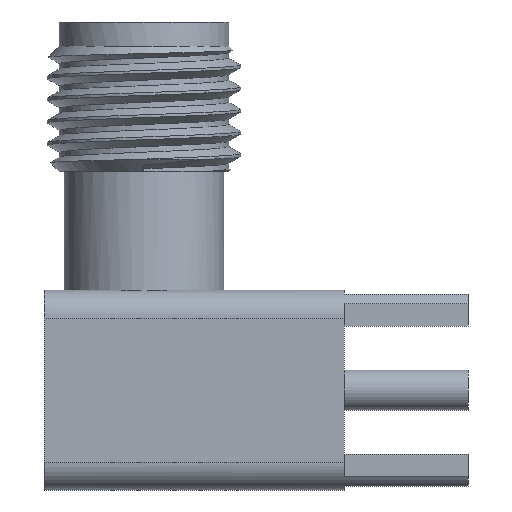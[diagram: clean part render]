
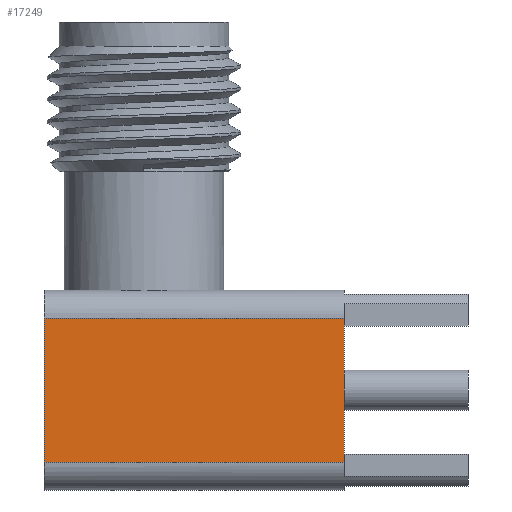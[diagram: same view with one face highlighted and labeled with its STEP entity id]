
A CAD part, left-side view. The second image highlights one B-rep face of the part: STEP entity #17249.
In plain terms, the highlighted planar face has unit normal (-1, 0, 0).
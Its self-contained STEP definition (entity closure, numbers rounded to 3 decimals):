
#14440 = CYLINDRICAL_SURFACE('',#14441,0.889);
#14441 = AXIS2_PLACEMENT_3D('',#14442,#14443,#14444);
#14442 = CARTESIAN_POINT('',(-2.286,-10.287,-9.398));
#14443 = DIRECTION('',(0.,1.,0.));
#14444 = DIRECTION('',(0.,0.,-1.));
#14488 = PLANE('',#14489);
#14489 = AXIS2_PLACEMENT_3D('',#14490,#14491,#14492);
#14490 = CARTESIAN_POINT('',(-3.175,3.175,-8.509));
#14491 = DIRECTION('',(0.,1.,0.));
#14492 = DIRECTION('',(1.,0.,0.));
#14564 = PLANE('',#14565);
#14565 = AXIS2_PLACEMENT_3D('',#14566,#14567,#14568);
#14566 = CARTESIAN_POINT('',(3.175,-6.35,-8.509));
#14567 = DIRECTION('',(0.,-1.,0.));
#14568 = DIRECTION('',(0.,0.,-1.));
#15526 = CYLINDRICAL_SURFACE('',#15527,0.889);
#15527 = AXIS2_PLACEMENT_3D('',#15528,#15529,#15530);
#15528 = CARTESIAN_POINT('',(-2.286,-10.287,-13.97));
#15529 = DIRECTION('',(0.,1.,0.));
#15530 = DIRECTION('',(0.,0.,-1.));
#16354 = VERTEX_POINT('',#16355);
#16355 = CARTESIAN_POINT('',(-3.175,-6.35,-9.398));
#16399 = EDGE_CURVE('',#16354,#16400,#16402,.T.);
#16400 = VERTEX_POINT('',#16401);
#16401 = CARTESIAN_POINT('',(-3.175,-6.35,-13.97));
#16402 = SURFACE_CURVE('',#16403,(#16407,#16414),.PCURVE_S1.);
#16403 = LINE('',#16404,#16405);
#16404 = CARTESIAN_POINT('',(-3.175,-6.35,-9.398));
#16405 = VECTOR('',#16406,1.);
#16406 = DIRECTION('',(0.,0.,-1.));
#16407 = PCURVE('',#14564,#16408);
#16408 = DEFINITIONAL_REPRESENTATION('',(#16409),#16413);
#16409 = LINE('',#16410,#16411);
#16410 = CARTESIAN_POINT('',(0.889,-6.35));
#16411 = VECTOR('',#16412,1.);
#16412 = DIRECTION('',(1.,0.));
#16413 = ( GEOMETRIC_REPRESENTATION_CONTEXT(2) 
PARAMETRIC_REPRESENTATION_CONTEXT() REPRESENTATION_CONTEXT('2D SPACE',''
  ) );
#16414 = PCURVE('',#16415,#16420);
#16415 = PLANE('',#16416);
#16416 = AXIS2_PLACEMENT_3D('',#16417,#16418,#16419);
#16417 = CARTESIAN_POINT('',(-3.175,-6.35,-8.509));
#16418 = DIRECTION('',(-1.,0.,0.));
#16419 = DIRECTION('',(0.,0.,1.));
#16420 = DEFINITIONAL_REPRESENTATION('',(#16421),#16425);
#16421 = LINE('',#16422,#16423);
#16422 = CARTESIAN_POINT('',(-0.889,0.));
#16423 = VECTOR('',#16424,1.);
#16424 = DIRECTION('',(-1.,0.));
#16425 = ( GEOMETRIC_REPRESENTATION_CONTEXT(2) 
PARAMETRIC_REPRESENTATION_CONTEXT() REPRESENTATION_CONTEXT('2D SPACE',''
  ) );
#16840 = VERTEX_POINT('',#16841);
#16841 = CARTESIAN_POINT('',(-3.175,3.175,-13.97));
#16885 = EDGE_CURVE('',#16886,#16840,#16888,.T.);
#16886 = VERTEX_POINT('',#16887);
#16887 = CARTESIAN_POINT('',(-3.175,3.175,-9.398));
#16888 = SURFACE_CURVE('',#16889,(#16893,#16900),.PCURVE_S1.);
#16889 = LINE('',#16890,#16891);
#16890 = CARTESIAN_POINT('',(-3.175,3.175,-9.398));
#16891 = VECTOR('',#16892,1.);
#16892 = DIRECTION('',(0.,0.,-1.));
#16893 = PCURVE('',#14488,#16894);
#16894 = DEFINITIONAL_REPRESENTATION('',(#16895),#16899);
#16895 = LINE('',#16896,#16897);
#16896 = CARTESIAN_POINT('',(0.,0.889));
#16897 = VECTOR('',#16898,1.);
#16898 = DIRECTION('',(0.,1.));
#16899 = ( GEOMETRIC_REPRESENTATION_CONTEXT(2) 
PARAMETRIC_REPRESENTATION_CONTEXT() REPRESENTATION_CONTEXT('2D SPACE',''
  ) );
#16900 = PCURVE('',#16415,#16901);
#16901 = DEFINITIONAL_REPRESENTATION('',(#16902),#16906);
#16902 = LINE('',#16903,#16904);
#16903 = CARTESIAN_POINT('',(-0.889,9.525));
#16904 = VECTOR('',#16905,1.);
#16905 = DIRECTION('',(-1.,0.));
#16906 = ( GEOMETRIC_REPRESENTATION_CONTEXT(2) 
PARAMETRIC_REPRESENTATION_CONTEXT() REPRESENTATION_CONTEXT('2D SPACE',''
  ) );
#17075 = EDGE_CURVE('',#16354,#16886,#17076,.T.);
#17076 = SURFACE_CURVE('',#17077,(#17081,#17110),.PCURVE_S1.);
#17077 = LINE('',#17078,#17079);
#17078 = CARTESIAN_POINT('',(-3.175,-6.35,-9.398));
#17079 = VECTOR('',#17080,1.);
#17080 = DIRECTION('',(0.,1.,0.));
#17081 = PCURVE('',#14440,#17082);
#17082 = DEFINITIONAL_REPRESENTATION('',(#17083),#17109);
#17083 = B_SPLINE_CURVE_WITH_KNOTS('',3,(#17084,#17085,#17086,#17087,
    #17088,#17089,#17090,#17091,#17092,#17093,#17094,#17095,#17096,
    #17097,#17098,#17099,#17100,#17101,#17102,#17103,#17104,#17105,
    #17106,#17107,#17108),.UNSPECIFIED.,.F.,.F.,(4,1,1,1,1,1,1,1,1,1,1,1
    ,1,1,1,1,1,1,1,1,1,1,4),(0.,0.433,0.866,
    1.299,1.732,2.165,2.598,
    3.031,3.464,3.897,4.33,4.763,
    5.195,5.628,6.061,6.494,
    6.927,7.36,7.793,8.226,
    8.659,9.092,9.525),.QUASI_UNIFORM_KNOTS.);
#17084 = CARTESIAN_POINT('',(1.571,3.937));
#17085 = CARTESIAN_POINT('',(1.571,4.081));
#17086 = CARTESIAN_POINT('',(1.571,4.37));
#17087 = CARTESIAN_POINT('',(1.571,4.803));
#17088 = CARTESIAN_POINT('',(1.571,5.236));
#17089 = CARTESIAN_POINT('',(1.571,5.669));
#17090 = CARTESIAN_POINT('',(1.571,6.102));
#17091 = CARTESIAN_POINT('',(1.571,6.535));
#17092 = CARTESIAN_POINT('',(1.571,6.968));
#17093 = CARTESIAN_POINT('',(1.571,7.401));
#17094 = CARTESIAN_POINT('',(1.571,7.834));
#17095 = CARTESIAN_POINT('',(1.571,8.267));
#17096 = CARTESIAN_POINT('',(1.571,8.7));
#17097 = CARTESIAN_POINT('',(1.571,9.132));
#17098 = CARTESIAN_POINT('',(1.571,9.565));
#17099 = CARTESIAN_POINT('',(1.571,9.998));
#17100 = CARTESIAN_POINT('',(1.571,10.431));
#17101 = CARTESIAN_POINT('',(1.571,10.864));
#17102 = CARTESIAN_POINT('',(1.571,11.297));
#17103 = CARTESIAN_POINT('',(1.571,11.73));
#17104 = CARTESIAN_POINT('',(1.571,12.163));
#17105 = CARTESIAN_POINT('',(1.571,12.596));
#17106 = CARTESIAN_POINT('',(1.571,13.029));
#17107 = CARTESIAN_POINT('',(1.571,13.318));
#17108 = CARTESIAN_POINT('',(1.571,13.462));
#17109 = ( GEOMETRIC_REPRESENTATION_CONTEXT(2) 
PARAMETRIC_REPRESENTATION_CONTEXT() REPRESENTATION_CONTEXT('2D SPACE',''
  ) );
#17110 = PCURVE('',#16415,#17111);
#17111 = DEFINITIONAL_REPRESENTATION('',(#17112),#17116);
#17112 = LINE('',#17113,#17114);
#17113 = CARTESIAN_POINT('',(-0.889,0.));
#17114 = VECTOR('',#17115,1.);
#17115 = DIRECTION('',(0.,1.));
#17116 = ( GEOMETRIC_REPRESENTATION_CONTEXT(2) 
PARAMETRIC_REPRESENTATION_CONTEXT() REPRESENTATION_CONTEXT('2D SPACE',''
  ) );
#17249 = ADVANCED_FACE('',(#17250),#16415,.T.);
#17250 = FACE_BOUND('',#17251,.T.);
#17251 = EDGE_LOOP('',(#17252,#17253,#17296,#17297));
#17252 = ORIENTED_EDGE('',*,*,#16885,.T.);
#17253 = ORIENTED_EDGE('',*,*,#17254,.F.);
#17254 = EDGE_CURVE('',#16400,#16840,#17255,.T.);
#17255 = SURFACE_CURVE('',#17256,(#17260,#17267),.PCURVE_S1.);
#17256 = LINE('',#17257,#17258);
#17257 = CARTESIAN_POINT('',(-3.175,-6.35,-13.97));
#17258 = VECTOR('',#17259,1.);
#17259 = DIRECTION('',(0.,1.,0.));
#17260 = PCURVE('',#16415,#17261);
#17261 = DEFINITIONAL_REPRESENTATION('',(#17262),#17266);
#17262 = LINE('',#17263,#17264);
#17263 = CARTESIAN_POINT('',(-5.461,0.));
#17264 = VECTOR('',#17265,1.);
#17265 = DIRECTION('',(0.,1.));
#17266 = ( GEOMETRIC_REPRESENTATION_CONTEXT(2) 
PARAMETRIC_REPRESENTATION_CONTEXT() REPRESENTATION_CONTEXT('2D SPACE',''
  ) );
#17267 = PCURVE('',#15526,#17268);
#17268 = DEFINITIONAL_REPRESENTATION('',(#17269),#17295);
#17269 = B_SPLINE_CURVE_WITH_KNOTS('',3,(#17270,#17271,#17272,#17273,
    #17274,#17275,#17276,#17277,#17278,#17279,#17280,#17281,#17282,
    #17283,#17284,#17285,#17286,#17287,#17288,#17289,#17290,#17291,
    #17292,#17293,#17294),.UNSPECIFIED.,.F.,.F.,(4,1,1,1,1,1,1,1,1,1,1,1
    ,1,1,1,1,1,1,1,1,1,1,4),(0.,0.433,0.866,
    1.299,1.732,2.165,2.598,
    3.031,3.464,3.897,4.33,4.763,
    5.195,5.628,6.061,6.494,
    6.927,7.36,7.793,8.226,
    8.659,9.092,9.525),.QUASI_UNIFORM_KNOTS.);
#17270 = CARTESIAN_POINT('',(1.571,3.937));
#17271 = CARTESIAN_POINT('',(1.571,4.081));
#17272 = CARTESIAN_POINT('',(1.571,4.37));
#17273 = CARTESIAN_POINT('',(1.571,4.803));
#17274 = CARTESIAN_POINT('',(1.571,5.236));
#17275 = CARTESIAN_POINT('',(1.571,5.669));
#17276 = CARTESIAN_POINT('',(1.571,6.102));
#17277 = CARTESIAN_POINT('',(1.571,6.535));
#17278 = CARTESIAN_POINT('',(1.571,6.968));
#17279 = CARTESIAN_POINT('',(1.571,7.401));
#17280 = CARTESIAN_POINT('',(1.571,7.834));
#17281 = CARTESIAN_POINT('',(1.571,8.267));
#17282 = CARTESIAN_POINT('',(1.571,8.7));
#17283 = CARTESIAN_POINT('',(1.571,9.132));
#17284 = CARTESIAN_POINT('',(1.571,9.565));
#17285 = CARTESIAN_POINT('',(1.571,9.998));
#17286 = CARTESIAN_POINT('',(1.571,10.431));
#17287 = CARTESIAN_POINT('',(1.571,10.864));
#17288 = CARTESIAN_POINT('',(1.571,11.297));
#17289 = CARTESIAN_POINT('',(1.571,11.73));
#17290 = CARTESIAN_POINT('',(1.571,12.163));
#17291 = CARTESIAN_POINT('',(1.571,12.596));
#17292 = CARTESIAN_POINT('',(1.571,13.029));
#17293 = CARTESIAN_POINT('',(1.571,13.318));
#17294 = CARTESIAN_POINT('',(1.571,13.462));
#17295 = ( GEOMETRIC_REPRESENTATION_CONTEXT(2) 
PARAMETRIC_REPRESENTATION_CONTEXT() REPRESENTATION_CONTEXT('2D SPACE',''
  ) );
#17296 = ORIENTED_EDGE('',*,*,#16399,.F.);
#17297 = ORIENTED_EDGE('',*,*,#17075,.T.);
